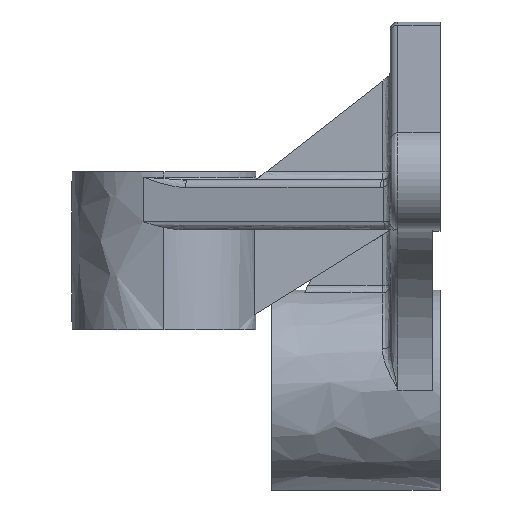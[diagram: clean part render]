
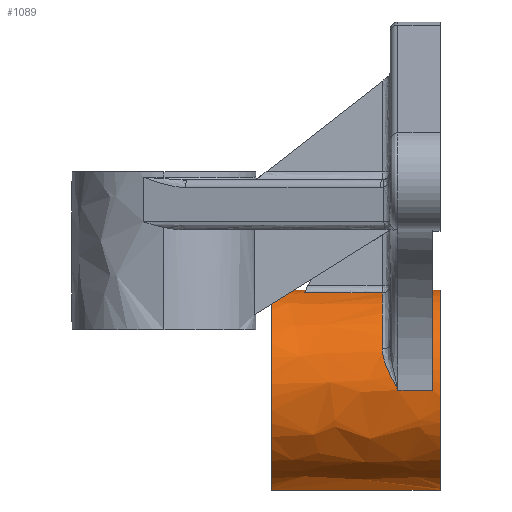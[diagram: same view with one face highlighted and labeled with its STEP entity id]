
A CAD part, left-side view. The second image highlights one B-rep face of the part: STEP entity #1089.
In plain terms, the highlighted free-form (B-spline) face has degree [2, 1] with [5, 2] control points.
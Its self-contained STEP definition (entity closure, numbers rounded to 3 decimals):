
#609 = VERTEX_POINT('',#610);
#610 = CARTESIAN_POINT('',(0.,73.275,-43.507));
#611 = VERTEX_POINT('',#612);
#612 = CARTESIAN_POINT('',(0.,73.275,
    43.507));
#620 = EDGE_CURVE('',#611,#621,#623,.T.);
#621 = VERTEX_POINT('',#622);
#622 = CARTESIAN_POINT('',(0.,58.391,
    43.507));
#623 = B_SPLINE_CURVE_WITH_KNOTS('',1,(#624,#625),.UNSPECIFIED.,.F.,.F.,
  (2,2),(-45.,-32.),.PIECEWISE_BEZIER_KNOTS.);
#624 = CARTESIAN_POINT('',(0.,73.275,
    43.507));
#625 = CARTESIAN_POINT('',(0.,58.391,
    43.507));
#686 = VERTEX_POINT('',#687);
#687 = CARTESIAN_POINT('',(0.,3.435,
    43.507));
#693 = EDGE_CURVE('',#686,#694,#696,.T.);
#694 = VERTEX_POINT('',#695);
#695 = CARTESIAN_POINT('',(0.,0.,43.507));
#696 = B_SPLINE_CURVE_WITH_KNOTS('',1,(#697,#698),.UNSPECIFIED.,.F.,.F.,
  (2,2),(16.,19.),.PIECEWISE_BEZIER_KNOTS.);
#697 = CARTESIAN_POINT('',(0.,3.435,
    43.507));
#698 = CARTESIAN_POINT('',(0.,0.,43.507));
#701 = VERTEX_POINT('',#702);
#702 = CARTESIAN_POINT('',(0.,0.,-43.507));
#710 = EDGE_CURVE('',#609,#701,#711,.T.);
#711 = B_SPLINE_CURVE_WITH_KNOTS('',1,(#712,#713),.UNSPECIFIED.,.F.,.F.,
  (2,2),(-45.,19.),.PIECEWISE_BEZIER_KNOTS.);
#712 = CARTESIAN_POINT('',(0.,73.275,-43.507));
#713 = CARTESIAN_POINT('',(0.,0.,-43.507));
#1089 = ADVANCED_FACE('',(#1090),#1167,.T.);
#1090 = FACE_BOUND('',#1091,.T.);
#1091 = EDGE_LOOP('',(#1092,#1093,#1101,#1102,#1110,#1111,#1119,#1126,
    #1145,#1153,#1160));
#1092 = ORIENTED_EDGE('',*,*,#620,.F.);
#1093 = ORIENTED_EDGE('',*,*,#1094,.T.);
#1094 = EDGE_CURVE('',#611,#609,#1095,.T.);
#1095 = ( BOUNDED_CURVE() B_SPLINE_CURVE(2,(#1096,#1097,#1098,#1099,
#1100),.UNSPECIFIED.,.F.,.F.) B_SPLINE_CURVE_WITH_KNOTS((3,2,3),(
    3.142,4.712,6.283),
.PIECEWISE_BEZIER_KNOTS.) CURVE() GEOMETRIC_REPRESENTATION_ITEM() 
RATIONAL_B_SPLINE_CURVE((1.,0.707,1.,0.707,1.)) 
REPRESENTATION_ITEM('') );
#1096 = CARTESIAN_POINT('',(0.,73.275,
    43.507));
#1097 = CARTESIAN_POINT('',(-43.507,73.275,
    43.507));
#1098 = CARTESIAN_POINT('',(-43.507,73.275,
    0.));
#1099 = CARTESIAN_POINT('',(-43.507,73.275,
    -43.507));
#1100 = CARTESIAN_POINT('',(0.,73.275,
    -43.507));
#1101 = ORIENTED_EDGE('',*,*,#710,.T.);
#1102 = ORIENTED_EDGE('',*,*,#1103,.T.);
#1103 = EDGE_CURVE('',#701,#694,#1104,.T.);
#1104 = ( BOUNDED_CURVE() B_SPLINE_CURVE(2,(#1105,#1106,#1107,#1108,
#1109),.UNSPECIFIED.,.F.,.F.) B_SPLINE_CURVE_WITH_KNOTS((3,2,3),(
    3.142,4.712,6.283),
.PIECEWISE_BEZIER_KNOTS.) CURVE() GEOMETRIC_REPRESENTATION_ITEM() 
RATIONAL_B_SPLINE_CURVE((1.,0.707,1.,0.707,1.)) 
REPRESENTATION_ITEM('') );
#1105 = CARTESIAN_POINT('',(0.,0.,-43.507));
#1106 = CARTESIAN_POINT('',(-43.507,0.,-43.507));
#1107 = CARTESIAN_POINT('',(-43.507,0.,0.));
#1108 = CARTESIAN_POINT('',(-43.507,0.,43.507));
#1109 = CARTESIAN_POINT('',(0.,0.,43.507));
#1110 = ORIENTED_EDGE('',*,*,#693,.F.);
#1111 = ORIENTED_EDGE('',*,*,#1112,.T.);
#1112 = EDGE_CURVE('',#686,#1113,#1115,.T.);
#1113 = VERTEX_POINT('',#1114);
#1114 = CARTESIAN_POINT('',(-43.507,3.435,
    0.));
#1115 = ( BOUNDED_CURVE() B_SPLINE_CURVE(2,(#1116,#1117,#1118),
.UNSPECIFIED.,.F.,.F.) B_SPLINE_CURVE_WITH_KNOTS((3,3),(3.142,
4.712),.PIECEWISE_BEZIER_KNOTS.) CURVE() 
GEOMETRIC_REPRESENTATION_ITEM() RATIONAL_B_SPLINE_CURVE((1.,
0.707,1.)) REPRESENTATION_ITEM('') );
#1116 = CARTESIAN_POINT('',(0.,3.435,
    43.507));
#1117 = CARTESIAN_POINT('',(-43.507,3.435,
    43.507));
#1118 = CARTESIAN_POINT('',(-43.507,3.435,
    0.));
#1119 = ORIENTED_EDGE('',*,*,#1120,.F.);
#1120 = EDGE_CURVE('',#1121,#1113,#1123,.T.);
#1121 = VERTEX_POINT('',#1122);
#1122 = CARTESIAN_POINT('',(-43.507,18.319,
    0.));
#1123 = B_SPLINE_CURVE_WITH_KNOTS('',1,(#1124,#1125),.UNSPECIFIED.,.F.,
  .F.,(2,2),(3.,16.),.PIECEWISE_BEZIER_KNOTS.);
#1124 = CARTESIAN_POINT('',(-43.507,18.319,
    0.));
#1125 = CARTESIAN_POINT('',(-43.507,3.435,
    0.));
#1126 = ORIENTED_EDGE('',*,*,#1127,.T.);
#1127 = EDGE_CURVE('',#1121,#1128,#1130,.T.);
#1128 = VERTEX_POINT('',#1129);
#1129 = CARTESIAN_POINT('',(-39.584,25.188,
    18.055));
#1130 = B_SPLINE_CURVE_WITH_KNOTS('',3,(#1131,#1132,#1133,#1134,#1135,
    #1136,#1137,#1138,#1139,#1140,#1141,#1142,#1143,#1144),
  .UNSPECIFIED.,.F.,.F.,(4,2,2,2,2,2,4),(0.,
    0.004,0.009,0.011,
    0.013,0.015,0.018),
  .UNSPECIFIED.);
#1131 = CARTESIAN_POINT('',(-43.507,18.319,
    0.));
#1132 = CARTESIAN_POINT('',(-43.507,19.113,
    1.473));
#1133 = CARTESIAN_POINT('',(-43.433,19.907,
    2.945));
#1134 = CARTESIAN_POINT('',(-43.13,21.432,
    5.91));
#1135 = CARTESIAN_POINT('',(-42.902,22.157,
    7.392));
#1136 = CARTESIAN_POINT('',(-42.433,23.133,
    9.64));
#1137 = CARTESIAN_POINT('',(-42.255,23.44,
    10.393));
#1138 = CARTESIAN_POINT('',(-41.852,24.001,
    11.912));
#1139 = CARTESIAN_POINT('',(-41.626,24.256,
    12.682));
#1140 = CARTESIAN_POINT('',(-41.126,24.688,
    14.219));
#1141 = CARTESIAN_POINT('',(-40.853,24.865,
    14.986));
#1142 = CARTESIAN_POINT('',(-40.257,25.115,
    16.52));
#1143 = CARTESIAN_POINT('',(-39.935,25.188,
    17.286));
#1144 = CARTESIAN_POINT('',(-39.584,25.188,
    18.055));
#1145 = ORIENTED_EDGE('',*,*,#1146,.T.);
#1146 = EDGE_CURVE('',#1128,#1147,#1149,.T.);
#1147 = VERTEX_POINT('',#1148);
#1148 = CARTESIAN_POINT('',(-10.081,25.188,
    42.323));
#1149 = ( BOUNDED_CURVE() B_SPLINE_CURVE(2,(#1150,#1151,#1152),
.UNSPECIFIED.,.F.,.F.) B_SPLINE_CURVE_WITH_KNOTS((3,3),(5.14,
6.049),.PIECEWISE_BEZIER_KNOTS.) CURVE() 
GEOMETRIC_REPRESENTATION_ITEM() RATIONAL_B_SPLINE_CURVE((1.,
0.898,1.)) REPRESENTATION_ITEM('') );
#1150 = CARTESIAN_POINT('',(-39.584,25.188,
    18.055));
#1151 = CARTESIAN_POINT('',(-30.762,25.188,
    37.397));
#1152 = CARTESIAN_POINT('',(-10.081,25.188,
    42.323));
#1153 = ORIENTED_EDGE('',*,*,#1154,.T.);
#1154 = EDGE_CURVE('',#1147,#1155,#1157,.T.);
#1155 = VERTEX_POINT('',#1156);
#1156 = CARTESIAN_POINT('',(-10.081,58.944,
    42.323));
#1157 = B_SPLINE_CURVE_WITH_KNOTS('',1,(#1158,#1159),.UNSPECIFIED.,.F.,
  .F.,(2,2),(3.,32.482),.PIECEWISE_BEZIER_KNOTS.);
#1158 = CARTESIAN_POINT('',(-10.081,25.188,
    42.323));
#1159 = CARTESIAN_POINT('',(-10.081,58.944,
    42.323));
#1160 = ORIENTED_EDGE('',*,*,#1161,.F.);
#1161 = EDGE_CURVE('',#621,#1155,#1162,.T.);
#1162 = ( BOUNDED_CURVE() B_SPLINE_CURVE(3,(#1163,#1164,#1165,#1166),
.UNSPECIFIED.,.F.,.F.) B_SPLINE_CURVE_WITH_KNOTS((4,4),(0.,
0.234),.PIECEWISE_BEZIER_KNOTS.) CURVE() 
GEOMETRIC_REPRESENTATION_ITEM() RATIONAL_B_SPLINE_CURVE((1.,
0.995,0.995,1.)) REPRESENTATION_ITEM('') );
#1163 = CARTESIAN_POINT('',(0.,58.391,
    43.507));
#1164 = CARTESIAN_POINT('',(-3.399,58.391,
    43.507));
#1165 = CARTESIAN_POINT('',(-6.775,58.576,43.111
    ));
#1166 = CARTESIAN_POINT('',(-10.081,58.944,
    42.323));
#1167 = ( BOUNDED_SURFACE() B_SPLINE_SURFACE(2,1,(
    (#1168,#1169)
    ,(#1170,#1171)
    ,(#1172,#1173)
    ,(#1174,#1175)
    ,(#1176,#1177
)),.UNSPECIFIED.,.F.,.F.,.F.) B_SPLINE_SURFACE_WITH_KNOTS((3,2,3),(2,2),
  (3.142,4.712,6.283),(-45.,19.),
.PIECEWISE_BEZIER_KNOTS.) GEOMETRIC_REPRESENTATION_ITEM() 
RATIONAL_B_SPLINE_SURFACE((
    (1.,1.)
    ,(0.707,0.707)
    ,(1.,1.)
    ,(0.707,0.707)
,(1.,1.))) REPRESENTATION_ITEM('') SURFACE() );
#1168 = CARTESIAN_POINT('',(0.,73.275,
    43.507));
#1169 = CARTESIAN_POINT('',(0.,0.,43.507));
#1170 = CARTESIAN_POINT('',(-43.507,73.275,
    43.507));
#1171 = CARTESIAN_POINT('',(-43.507,0.,43.507));
#1172 = CARTESIAN_POINT('',(-43.507,73.275,
    0.));
#1173 = CARTESIAN_POINT('',(-43.507,0.,0.));
#1174 = CARTESIAN_POINT('',(-43.507,73.275,
    -43.507));
#1175 = CARTESIAN_POINT('',(-43.507,0.,-43.507));
#1176 = CARTESIAN_POINT('',(0.,73.275,
    -43.507));
#1177 = CARTESIAN_POINT('',(0.,0.,-43.507));
